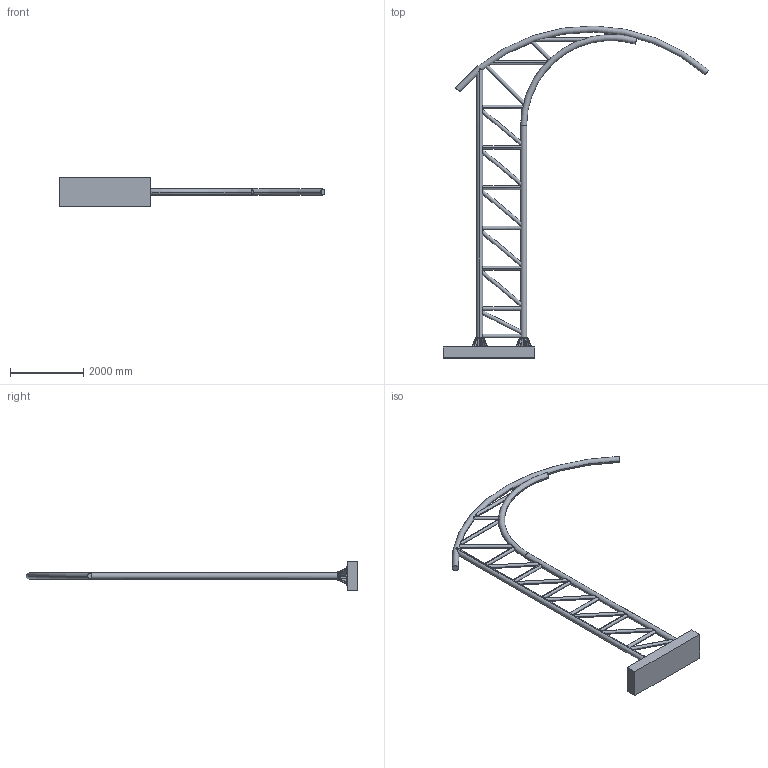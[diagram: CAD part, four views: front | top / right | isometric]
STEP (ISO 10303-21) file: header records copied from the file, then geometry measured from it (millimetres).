
FILE_DESCRIPTION (( 'STEP AP214' ), '1' );
FILE_NAME ('Part30.STEP', '2025-03-03T12:54:47', ( '' ), ( '' ), 'SwSTEP 2.0', 'SolidWorks 2024', '' );
FILE_SCHEMA (( 'AUTOMOTIVE_DESIGN' ));
Length unit declared in the file: millimetre
Products named in the file (1): Part30
Bounding box: 7257.97 x 9064.41 x 800 mm (x, y, z)
Volume: 694166730.7 mm3; surface area: 47035881.7 mm2
Topology: 59 solids, 59 shells, 385 faces, 804 edges, 532 vertices
Faces by surface type: plane 255, cylinder 107, torus 23
Entity records: 21140 total; most frequent: CARTESIAN_POINT 12469, ORIENTED_EDGE 1608, DIRECTION 1486, EDGE_CURVE 804, VECTOR 598, LINE 598, VERTEX_POINT 532, AXIS2_PLACEMENT_3D 444
